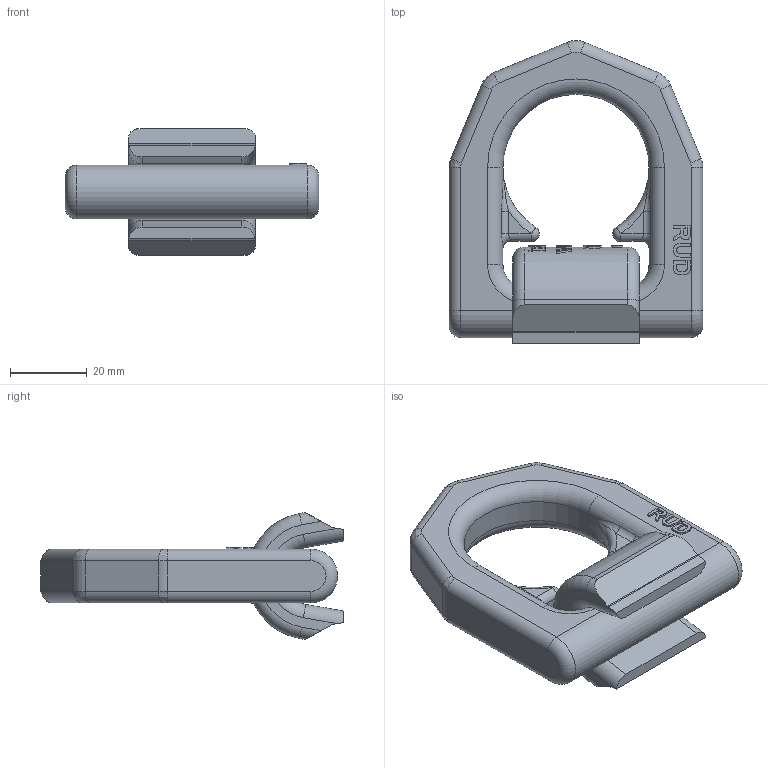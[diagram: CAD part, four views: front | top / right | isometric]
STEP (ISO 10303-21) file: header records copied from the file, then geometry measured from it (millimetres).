
FILE_DESCRIPTION((''),'2;1');
FILE_NAME('001-M32118-P4_ASM','2018-11-23T',('anja.joas'),(''),'PRO/ENGINEER BY PARAMETRIC TECHNOLOGY CORPORATION, 2011490','PRO/ENGINEER BY PARAMETRIC TECHNOLOGY CORPORATION, 2011490','');
FILE_SCHEMA(('CONFIG_CONTROL_DESIGN'));
Length unit declared in the file: millimetre
Products named in the file (3): 001-M32118-P2; 001-M34883-P1; 001-M32118-P4_ASM
Assembly tree (2 placements, depth 2):
  001-M32118-P4_ASM
    001-M32118-P2
    001-M34883-P1
Bounding box: 66 x 78.73 x 33 mm (x, y, z)
Volume: 50110 mm3; surface area: 14768.8 mm2
Topology: 2 solids, 2 shells, 412 faces, 1088 edges, 698 vertices
Faces by surface type: plane 276, cylinder 89, bspline 22, torus 20, sphere 4, extrusion 1
Entity records: 15811 total; most frequent: CARTESIAN_POINT 5959, ORIENTED_EDGE 2176, DIRECTION 1857, EDGE_CURVE 1088, VERTEX_POINT 698, AXIS2_PLACEMENT_3D 659, VECTOR 539, LINE 538
